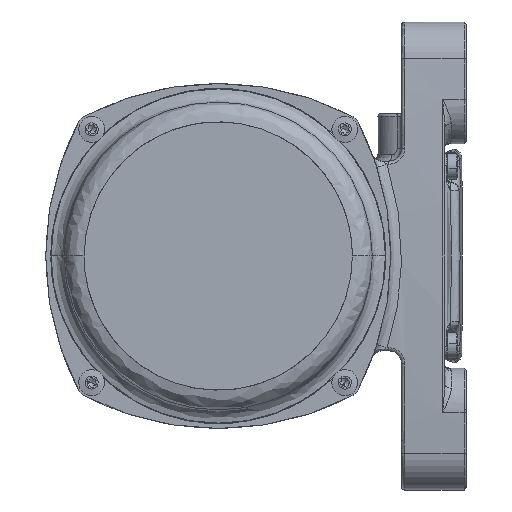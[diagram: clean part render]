
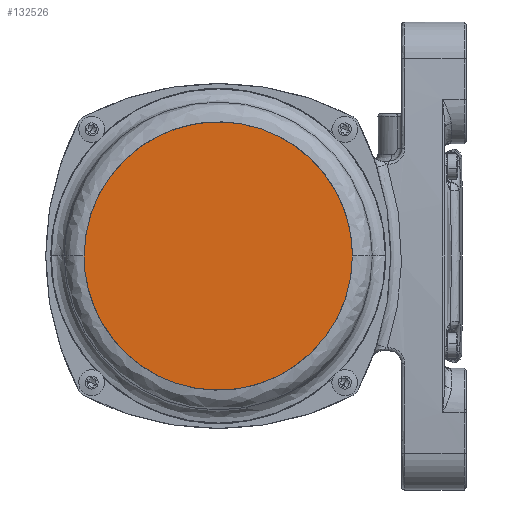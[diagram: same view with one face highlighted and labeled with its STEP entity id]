
A CAD part, left-side view. The second image highlights one B-rep face of the part: STEP entity #132526.
In plain terms, the highlighted planar face has unit normal (-1, 0, 0).
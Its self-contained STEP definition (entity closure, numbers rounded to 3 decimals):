
#3016 = DIRECTION ( 'NONE',  ( -1., 0., 0. ) ) ;
#7557 = VERTEX_POINT ( 'NONE', #120721 ) ;
#12536 = CARTESIAN_POINT ( 'NONE',  ( -170., 52.8, 0. ) ) ;
#20861 = PLANE ( 'NONE',  #93025 ) ;
#34961 =( BOUNDED_CURVE ( )  B_SPLINE_CURVE ( 3, ( #82051, #70735, #115662, #127430 ),
 .UNSPECIFIED., .F., .F. ) 
 B_SPLINE_CURVE_WITH_KNOTS ( ( 4, 4 ),
 ( 0., 1. ),
 .UNSPECIFIED. ) 
 CURVE ( )  GEOMETRIC_REPRESENTATION_ITEM ( )  RATIONAL_B_SPLINE_CURVE ( ( 1., 0.333, 0.333, 1. ) ) 
 REPRESENTATION_ITEM ( '' )  );
#46027 = CARTESIAN_POINT ( 'NONE',  ( -170., 177.2, 0. ) ) ;
#55837 = CARTESIAN_POINT ( 'NONE',  ( -170., 52.8, 124.4 ) ) ;
#67446 = FACE_OUTER_BOUND ( 'NONE', #112797, .T. ) ;
#68617 = CARTESIAN_POINT ( 'NONE',  ( -170., 177.2, 124.4 ) ) ;
#70735 = CARTESIAN_POINT ( 'NONE',  ( -170., 52.8, -124.4 ) ) ;
#72143 = CARTESIAN_POINT ( 'NONE',  ( -170., 177.2, 0. ) ) ;
#72407 = ORIENTED_EDGE ( 'NONE', *, *, #72806, .F. ) ;
#72806 = EDGE_CURVE ( 'NONE', #7557, #86447, #34961, .T. ) ;
#82051 = CARTESIAN_POINT ( 'NONE',  ( -170., 52.8, 0. ) ) ;
#86447 = VERTEX_POINT ( 'NONE', #72143 ) ;
#92181 = DIRECTION ( 'NONE',  ( 0., -1., 0. ) ) ;
#93025 = AXIS2_PLACEMENT_3D ( 'NONE', #143529, #3016, #92181 ) ;
#103165 = ORIENTED_EDGE ( 'NONE', *, *, #127688, .F. ) ;
#112797 = EDGE_LOOP ( 'NONE', ( #103165, #72407 ) ) ;
#115662 = CARTESIAN_POINT ( 'NONE',  ( -170., 177.2, -124.4 ) ) ;
#120721 = CARTESIAN_POINT ( 'NONE',  ( -170., 52.8, 0. ) ) ;
#127430 = CARTESIAN_POINT ( 'NONE',  ( -170., 177.2, 0. ) ) ;
#127688 = EDGE_CURVE ( 'NONE', #86447, #7557, #136488, .T. ) ;
#132526 = ADVANCED_FACE ( 'NONE', ( #67446 ), #20861, .T. ) ;
#136488 =( BOUNDED_CURVE ( )  B_SPLINE_CURVE ( 3, ( #46027, #68617, #55837, #12536 ),
 .UNSPECIFIED., .F., .F. ) 
 B_SPLINE_CURVE_WITH_KNOTS ( ( 4, 4 ),
 ( 0., 1. ),
 .UNSPECIFIED. ) 
 CURVE ( )  GEOMETRIC_REPRESENTATION_ITEM ( )  RATIONAL_B_SPLINE_CURVE ( ( 1., 0.333, 0.333, 1. ) ) 
 REPRESENTATION_ITEM ( '' )  );
#143529 = CARTESIAN_POINT ( 'NONE',  ( -170., 43.6, 0. ) ) ;
